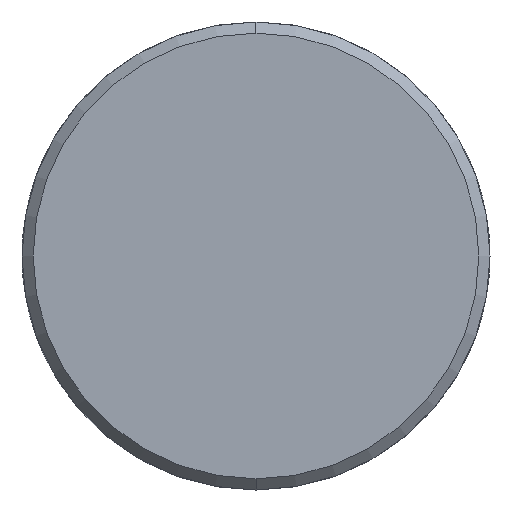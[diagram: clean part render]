
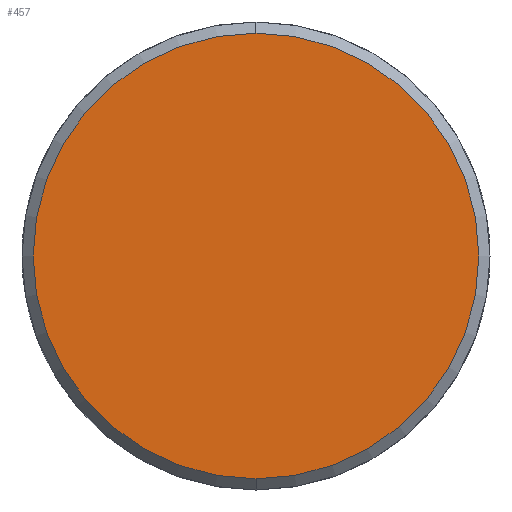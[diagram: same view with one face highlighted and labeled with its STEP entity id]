
A CAD part, left-side view. The second image highlights one B-rep face of the part: STEP entity #457.
In plain terms, the highlighted planar face has unit normal (-1, 0, 0).
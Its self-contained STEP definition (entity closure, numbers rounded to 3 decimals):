
#37 = CIRCLE ( 'NONE', #504, 10. ) ;
#67 = PLANE ( 'NONE',  #389 ) ;
#147 = CARTESIAN_POINT ( 'NONE',  ( 0., 0., 0. ) ) ;
#149 = DIRECTION ( 'NONE',  ( 0., 0., 1. ) ) ;
#155 = EDGE_CURVE ( 'NONE', #597, #407, #37, .T. ) ;
#179 = EDGE_CURVE ( 'NONE', #407, #597, #473, .T. ) ;
#214 = DIRECTION ( 'NONE',  ( 0., 0., 1. ) ) ;
#230 = DIRECTION ( 'NONE',  ( 1., 0., 0. ) ) ;
#271 = AXIS2_PLACEMENT_3D ( 'NONE', #147, #522, #214 ) ;
#301 = EDGE_LOOP ( 'NONE', ( #394, #352 ) ) ;
#338 = CARTESIAN_POINT ( 'NONE',  ( 0., 0., -10. ) ) ;
#352 = ORIENTED_EDGE ( 'NONE', *, *, #179, .T. ) ;
#367 = CARTESIAN_POINT ( 'NONE',  ( 0., 0., 0. ) ) ;
#388 = DIRECTION ( 'NONE',  ( 0., 0., -1. ) ) ;
#389 = AXIS2_PLACEMENT_3D ( 'NONE', #653, #230, #388 ) ;
#394 = ORIENTED_EDGE ( 'NONE', *, *, #155, .T. ) ;
#407 = VERTEX_POINT ( 'NONE', #434 ) ;
#434 = CARTESIAN_POINT ( 'NONE',  ( 0., 0., 10. ) ) ;
#457 = ADVANCED_FACE ( 'NONE', ( #635 ), #67, .F. ) ;
#473 = CIRCLE ( 'NONE', #271, 10. ) ;
#504 = AXIS2_PLACEMENT_3D ( 'NONE', #367, #625, #149 ) ;
#522 = DIRECTION ( 'NONE',  ( -1., 0., 0. ) ) ;
#597 = VERTEX_POINT ( 'NONE', #338 ) ;
#625 = DIRECTION ( 'NONE',  ( -1., 0., 0. ) ) ;
#635 = FACE_OUTER_BOUND ( 'NONE', #301, .T. ) ;
#653 = CARTESIAN_POINT ( 'NONE',  ( 0., 0., 0. ) ) ;
